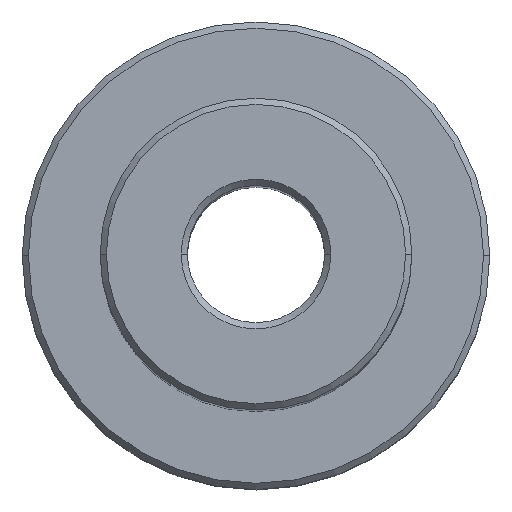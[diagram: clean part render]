
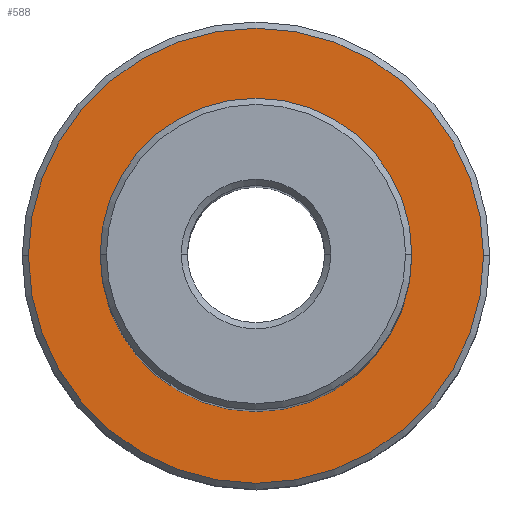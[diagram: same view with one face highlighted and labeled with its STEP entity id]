
A CAD part, top view. The second image highlights one B-rep face of the part: STEP entity #588.
In plain terms, the highlighted planar face has unit normal (0, 0, 1).
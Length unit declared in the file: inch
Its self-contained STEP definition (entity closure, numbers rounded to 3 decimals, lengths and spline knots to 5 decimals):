
#55=CARTESIAN_POINT('',(-0.125,0.,-0.28));
#56=VERTEX_POINT('',#55);
#65=CARTESIAN_POINT('',(0.125,0.,-0.28));
#66=VERTEX_POINT('',#65);
#67=CARTESIAN_POINT('',(0.0,0.0,-0.28));
#68=DIRECTION('',(0.0,0.0,1.0));
#69=DIRECTION('',(-1.0,0.0,0.0));
#70=AXIS2_PLACEMENT_3D('',#67,#68,#69);
#71=CIRCLE('',#70,0.125);
#72=EDGE_CURVE('',#56,#66,#71,.T.);
#236=CARTESIAN_POINT('',(0.1825,0.,-0.28));
#237=VERTEX_POINT('',#236);
#246=CARTESIAN_POINT('',(-0.1825,0.,-0.28));
#247=VERTEX_POINT('',#246);
#248=CARTESIAN_POINT('',(0.0,0.0,-0.28));
#249=DIRECTION('',(0.0,0.0,-1.0));
#250=DIRECTION('',(1.0,0.0,0.0));
#251=AXIS2_PLACEMENT_3D('',#248,#249,#250);
#252=CIRCLE('',#251,0.1825);
#253=EDGE_CURVE('',#237,#247,#252,.T.);
#559=CARTESIAN_POINT('',(0.0,0.0,-0.28));
#560=DIRECTION('',(0.0,0.0,-1.0));
#561=DIRECTION('',(1.0,0.0,0.0));
#562=AXIS2_PLACEMENT_3D('',#559,#560,#561);
#563=CIRCLE('',#562,0.1825);
#564=EDGE_CURVE('',#247,#237,#563,.T.);
#569=CARTESIAN_POINT('',(0.0,0.0,-0.28));
#570=DIRECTION('',(0.0,0.0,1.0));
#571=DIRECTION('',(1.0,0.0,0.0));
#572=AXIS2_PLACEMENT_3D('',#569,#570,#571);
#573=PLANE('',#572);
#574=ORIENTED_EDGE('',*,*,#564,.F.);
#575=ORIENTED_EDGE('',*,*,#253,.F.);
#576=EDGE_LOOP('',(#574,#575));
#577=FACE_OUTER_BOUND('',#576,.T.);
#578=ORIENTED_EDGE('',*,*,#72,.F.);
#579=CARTESIAN_POINT('',(0.0,0.0,-0.28));
#580=DIRECTION('',(0.0,0.0,1.0));
#581=DIRECTION('',(-1.0,0.0,0.0));
#582=AXIS2_PLACEMENT_3D('',#579,#580,#581);
#583=CIRCLE('',#582,0.125);
#584=EDGE_CURVE('',#66,#56,#583,.T.);
#585=ORIENTED_EDGE('',*,*,#584,.F.);
#586=EDGE_LOOP('',(#578,#585));
#587=FACE_BOUND('',#586,.T.);
#588=ADVANCED_FACE('',(#577,#587),#573,.T.);
